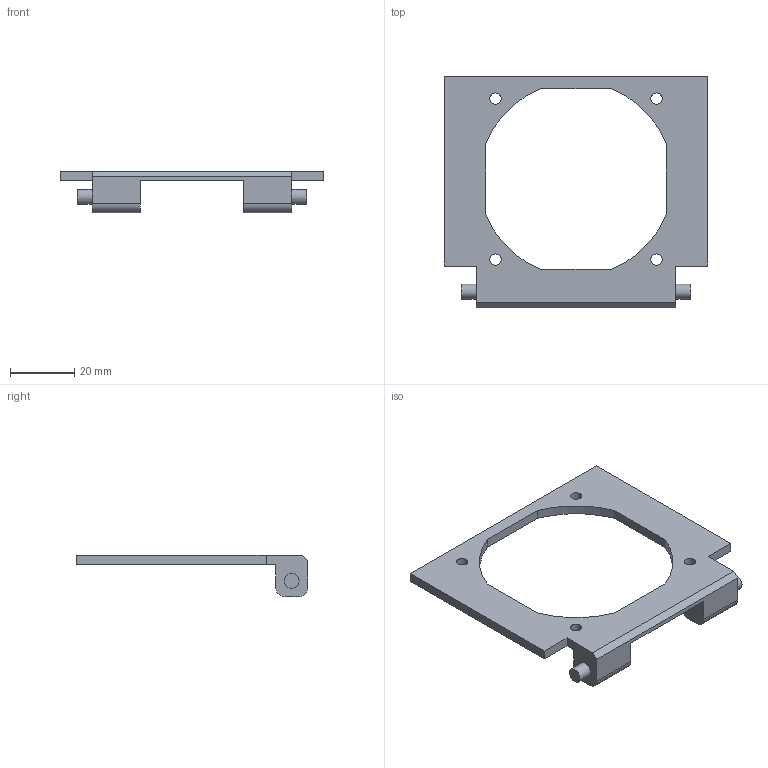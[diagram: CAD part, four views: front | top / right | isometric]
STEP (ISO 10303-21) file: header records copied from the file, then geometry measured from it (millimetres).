
FILE_DESCRIPTION(/* description */ (''),/* implementation_level */ '2;1');
FILE_NAME(/* name */ 'Fan Housings Builtin Hinge Pins.step',/* time_stamp */ '2023-08-06T21:47:52-05:00',/* author */ (''),/* organization */ (''),/* preprocessor_version */ 'ST-DEVELOPER v20',/* originating_system */ 'Autodesk Translation Framework v12.9.0.99',/* authorisation */ '');
FILE_SCHEMA (('AUTOMOTIVE_DESIGN { 1 0 10303 214 3 1 1 }'));
Length unit declared in the file: millimetre
Products named in the file (1): Revised Fan Housings
Bounding box: 82 x 72 x 13 mm (x, y, z)
Volume: 11513.2 mm3; surface area: 8421.7 mm2
Topology: 1 solids, 1 shells, 41 faces, 105 edges, 70 vertices
Faces by surface type: plane 25, cylinder 16
Full cylindrical faces by diameter (mm): 3.5 x4, 4.6 x2, 6.2 x2
Entity records: 1311 total; most frequent: DIRECTION 221, CARTESIAN_POINT 217, ORIENTED_EDGE 210, EDGE_CURVE 105, AXIS2_PLACEMENT_3D 74, LINE 73, VECTOR 73, VERTEX_POINT 70
